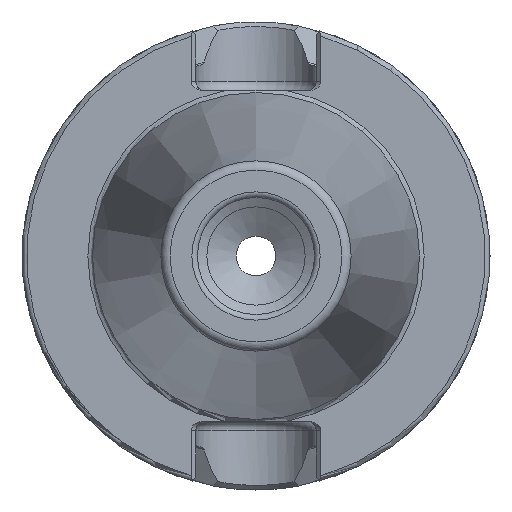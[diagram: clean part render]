
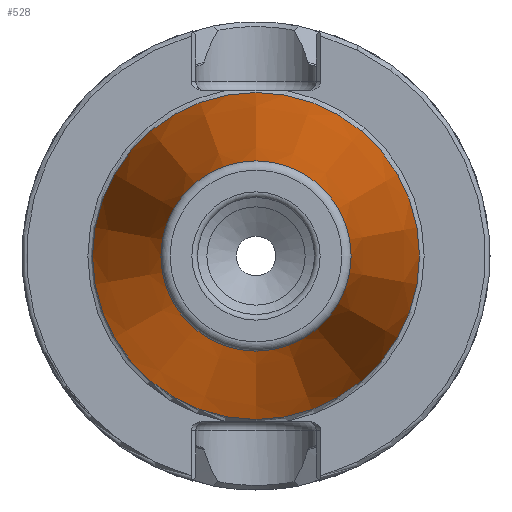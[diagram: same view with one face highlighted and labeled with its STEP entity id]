
A CAD part, left-side view. The second image highlights one B-rep face of the part: STEP entity #528.
In plain terms, the highlighted conical face has half-angle 8.297 degrees and reference radius 34.925 mm.
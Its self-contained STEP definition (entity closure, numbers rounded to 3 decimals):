
#73 = DIRECTION ( 'NONE',  ( 0., 0., 1. ) ) ;
#132 = VERTEX_POINT ( 'NONE', #1021 ) ;
#231 = DIRECTION ( 'NONE',  ( 0., 0., -1. ) ) ;
#296 = CIRCLE ( 'NONE', #808, 34.925 ) ;
#330 = FACE_OUTER_BOUND ( 'NONE', #2358, .T. ) ;
#528 = ADVANCED_FACE ( 'NONE', ( #2703, #330 ), #2274, .T. ) ;
#690 = DIRECTION ( 'NONE',  ( -1., 0., 0. ) ) ;
#700 = VERTEX_POINT ( 'NONE', #2867 ) ;
#788 = DIRECTION ( 'NONE',  ( 1., 0., 0. ) ) ;
#808 = AXIS2_PLACEMENT_3D ( 'NONE', #3224, #2031, #1732 ) ;
#1021 = CARTESIAN_POINT ( 'NONE',  ( 0., 0., 34.925 ) ) ;
#1669 = EDGE_CURVE ( 'NONE', #700, #700, #2766, .T. ) ;
#1680 = EDGE_LOOP ( 'NONE', ( #2442 ) ) ;
#1732 = DIRECTION ( 'NONE',  ( 0., 0., 1. ) ) ;
#1859 = EDGE_CURVE ( 'NONE', #132, #132, #296, .T. ) ;
#2031 = DIRECTION ( 'NONE',  ( -1., 0., 0. ) ) ;
#2055 = ORIENTED_EDGE ( 'NONE', *, *, #1859, .T. ) ;
#2274 = CONICAL_SURFACE ( 'NONE', #2972, 34.925, 0.145 ) ;
#2358 = EDGE_LOOP ( 'NONE', ( #2055 ) ) ;
#2442 = ORIENTED_EDGE ( 'NONE', *, *, #1669, .F. ) ;
#2703 = FACE_BOUND ( 'NONE', #1680, .T. ) ;
#2766 = CIRCLE ( 'NONE', #3510, 20.329 ) ;
#2808 = CARTESIAN_POINT ( 'NONE',  ( -100.089, 0., 0. ) ) ;
#2867 = CARTESIAN_POINT ( 'NONE',  ( -100.089, 0., 20.329 ) ) ;
#2972 = AXIS2_PLACEMENT_3D ( 'NONE', #3237, #788, #231 ) ;
#3224 = CARTESIAN_POINT ( 'NONE',  ( 0., 0., 0. ) ) ;
#3237 = CARTESIAN_POINT ( 'NONE',  ( 0., 0., 0. ) ) ;
#3510 = AXIS2_PLACEMENT_3D ( 'NONE', #2808, #690, #73 ) ;
